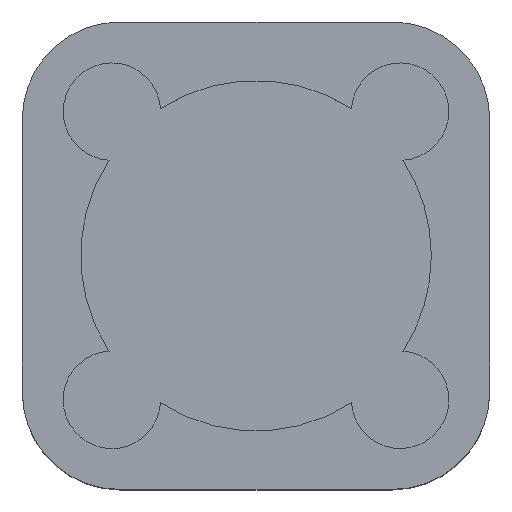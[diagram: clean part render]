
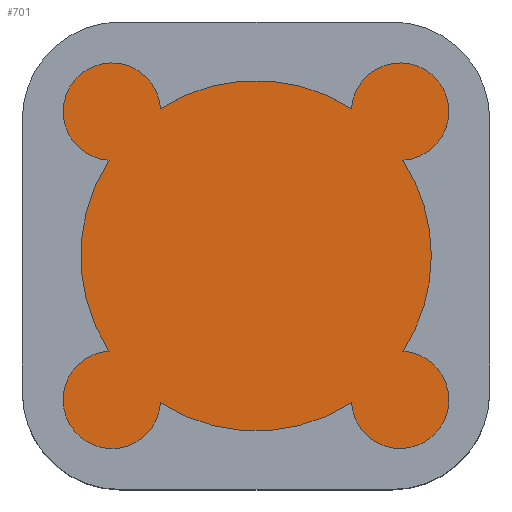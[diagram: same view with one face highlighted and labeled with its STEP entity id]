
A CAD part, top view. The second image highlights one B-rep face of the part: STEP entity #701.
In plain terms, the highlighted planar face has unit normal (0, 0, 1).
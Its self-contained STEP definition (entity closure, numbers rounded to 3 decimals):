
#3 = DIRECTION ( 'NONE',  ( 1., 0., 0. ) ) ;
#5 = AXIS2_PLACEMENT_3D ( 'NONE', #137, #88, #377 ) ;
#15 = AXIS2_PLACEMENT_3D ( 'NONE', #39, #676, #157 ) ;
#16 = ORIENTED_EDGE ( 'NONE', *, *, #398, .T. ) ;
#22 = DIRECTION ( 'NONE',  ( 1., 0., 0. ) ) ;
#28 = DIRECTION ( 'NONE',  ( 0., 0., 1. ) ) ;
#32 = VERTEX_POINT ( 'NONE', #104 ) ;
#39 = CARTESIAN_POINT ( 'NONE',  ( -3.7, -3.7, 7.9 ) ) ;
#69 = CARTESIAN_POINT ( 'NONE',  ( 3.7, 3.7, 7.9 ) ) ;
#88 = DIRECTION ( 'NONE',  ( 0., 0., 1. ) ) ;
#95 = DIRECTION ( 'NONE',  ( 1., 0., 0. ) ) ;
#101 = DIRECTION ( 'NONE',  ( 0., 0., 1. ) ) ;
#104 = CARTESIAN_POINT ( 'NONE',  ( 4.95, 3.7, 7.9 ) ) ;
#107 = VERTEX_POINT ( 'NONE', #118 ) ;
#115 = DIRECTION ( 'NONE',  ( 0., 0., 1. ) ) ;
#118 = CARTESIAN_POINT ( 'NONE',  ( 2.452, 3.773, 7.9 ) ) ;
#132 = VERTEX_POINT ( 'NONE', #316 ) ;
#134 = ORIENTED_EDGE ( 'NONE', *, *, #451, .T. ) ;
#136 = CARTESIAN_POINT ( 'NONE',  ( 0., 0., 7.9 ) ) ;
#137 = CARTESIAN_POINT ( 'NONE',  ( 0., 0., 7.9 ) ) ;
#139 = CIRCLE ( 'NONE', #634, 4.5 ) ;
#140 = AXIS2_PLACEMENT_3D ( 'NONE', #263, #389, #498 ) ;
#142 = CARTESIAN_POINT ( 'NONE',  ( 0., 0., 7.9 ) ) ;
#157 = DIRECTION ( 'NONE',  ( 1., 0., 0. ) ) ;
#165 = ORIENTED_EDGE ( 'NONE', *, *, #541, .T. ) ;
#166 = PLANE ( 'NONE',  #515 ) ;
#171 = EDGE_CURVE ( 'NONE', #32, #107, #575, .T. ) ;
#178 = DIRECTION ( 'NONE',  ( -1., 0., 0. ) ) ;
#185 = AXIS2_PLACEMENT_3D ( 'NONE', #142, #28, #311 ) ;
#199 = CIRCLE ( 'NONE', #185, 4.5 ) ;
#208 = CARTESIAN_POINT ( 'NONE',  ( 3.773, -2.452, 7.9 ) ) ;
#212 = EDGE_LOOP ( 'NONE', ( #134, #348, #602, #16, #216, #165, #407, #641, #680, #555, #351 ) ) ;
#216 = ORIENTED_EDGE ( 'NONE', *, *, #640, .T. ) ;
#217 = VERTEX_POINT ( 'NONE', #208 ) ;
#221 = CARTESIAN_POINT ( 'NONE',  ( 0., 0., 7.9 ) ) ;
#225 = DIRECTION ( 'NONE',  ( 0., 0., 1. ) ) ;
#234 = VERTEX_POINT ( 'NONE', #607 ) ;
#263 = CARTESIAN_POINT ( 'NONE',  ( 3.7, -3.7, 7.9 ) ) ;
#280 = FACE_OUTER_BOUND ( 'NONE', #212, .T. ) ;
#286 = VERTEX_POINT ( 'NONE', #722 ) ;
#311 = DIRECTION ( 'NONE',  ( 1., 0., 0. ) ) ;
#312 = CIRCLE ( 'NONE', #15, 1.25 ) ;
#314 = CARTESIAN_POINT ( 'NONE',  ( -2.452, 3.773, 7.9 ) ) ;
#316 = CARTESIAN_POINT ( 'NONE',  ( 3.773, 2.452, 7.9 ) ) ;
#333 = CIRCLE ( 'NONE', #524, 4.5 ) ;
#348 = ORIENTED_EDGE ( 'NONE', *, *, #365, .T. ) ;
#351 = ORIENTED_EDGE ( 'NONE', *, *, #681, .T. ) ;
#355 = CIRCLE ( 'NONE', #447, 1.25 ) ;
#360 = DIRECTION ( 'NONE',  ( -1., 0., 0. ) ) ;
#365 = EDGE_CURVE ( 'NONE', #234, #286, #355, .T. ) ;
#366 = DIRECTION ( 'NONE',  ( 0., 0., 1. ) ) ;
#376 = EDGE_CURVE ( 'NONE', #699, #737, #199, .T. ) ;
#377 = DIRECTION ( 'NONE',  ( 1., 0., 0. ) ) ;
#385 = CARTESIAN_POINT ( 'NONE',  ( -3.7, 3.7, 7.9 ) ) ;
#389 = DIRECTION ( 'NONE',  ( 0., 0., 1. ) ) ;
#394 = CIRCLE ( 'NONE', #706, 4.5 ) ;
#397 = CARTESIAN_POINT ( 'NONE',  ( 4.5, 0., 7.9 ) ) ;
#398 = EDGE_CURVE ( 'NONE', #217, #713, #552, .T. ) ;
#407 = ORIENTED_EDGE ( 'NONE', *, *, #171, .T. ) ;
#435 = CARTESIAN_POINT ( 'NONE',  ( -2.452, -3.773, 7.9 ) ) ;
#447 = AXIS2_PLACEMENT_3D ( 'NONE', #597, #101, #658 ) ;
#448 = CIRCLE ( 'NONE', #140, 1.25 ) ;
#451 = EDGE_CURVE ( 'NONE', #673, #234, #333, .T. ) ;
#457 = AXIS2_PLACEMENT_3D ( 'NONE', #69, #115, #178 ) ;
#483 = DIRECTION ( 'NONE',  ( 0., 0., 1. ) ) ;
#487 = DIRECTION ( 'NONE',  ( 0., 0., 1. ) ) ;
#489 = EDGE_CURVE ( 'NONE', #107, #585, #394, .T. ) ;
#498 = DIRECTION ( 'NONE',  ( 0., 1., 0. ) ) ;
#515 = AXIS2_PLACEMENT_3D ( 'NONE', #221, #225, #3 ) ;
#524 = AXIS2_PLACEMENT_3D ( 'NONE', #136, #487, #22 ) ;
#534 = CIRCLE ( 'NONE', #694, 1.25 ) ;
#541 = EDGE_CURVE ( 'NONE', #132, #32, #595, .T. ) ;
#550 = DIRECTION ( 'NONE',  ( 0., 0., 1. ) ) ;
#552 = CIRCLE ( 'NONE', #5, 4.5 ) ;
#555 = ORIENTED_EDGE ( 'NONE', *, *, #376, .T. ) ;
#557 = CARTESIAN_POINT ( 'NONE',  ( -3.773, 2.452, 7.9 ) ) ;
#575 = CIRCLE ( 'NONE', #457, 1.25 ) ;
#585 = VERTEX_POINT ( 'NONE', #314 ) ;
#586 = CARTESIAN_POINT ( 'NONE',  ( 0., 0., 7.9 ) ) ;
#595 = CIRCLE ( 'NONE', #683, 1.25 ) ;
#597 = CARTESIAN_POINT ( 'NONE',  ( 3.7, -3.7, 7.9 ) ) ;
#602 = ORIENTED_EDGE ( 'NONE', *, *, #689, .T. ) ;
#607 = CARTESIAN_POINT ( 'NONE',  ( 2.452, -3.773, 7.9 ) ) ;
#614 = DIRECTION ( 'NONE',  ( 0., -1., 0. ) ) ;
#618 = EDGE_CURVE ( 'NONE', #585, #699, #534, .T. ) ;
#619 = CARTESIAN_POINT ( 'NONE',  ( 0., 0., 7.9 ) ) ;
#625 = CARTESIAN_POINT ( 'NONE',  ( -3.773, -2.452, 7.9 ) ) ;
#634 = AXIS2_PLACEMENT_3D ( 'NONE', #619, #679, #95 ) ;
#640 = EDGE_CURVE ( 'NONE', #713, #132, #139, .T. ) ;
#641 = ORIENTED_EDGE ( 'NONE', *, *, #489, .T. ) ;
#649 = DIRECTION ( 'NONE',  ( 1., 0., 0. ) ) ;
#658 = DIRECTION ( 'NONE',  ( 0., 1., 0. ) ) ;
#673 = VERTEX_POINT ( 'NONE', #435 ) ;
#676 = DIRECTION ( 'NONE',  ( 0., 0., 1. ) ) ;
#679 = DIRECTION ( 'NONE',  ( 0., 0., 1. ) ) ;
#680 = ORIENTED_EDGE ( 'NONE', *, *, #618, .T. ) ;
#681 = EDGE_CURVE ( 'NONE', #737, #673, #312, .T. ) ;
#683 = AXIS2_PLACEMENT_3D ( 'NONE', #710, #366, #360 ) ;
#689 = EDGE_CURVE ( 'NONE', #286, #217, #448, .T. ) ;
#694 = AXIS2_PLACEMENT_3D ( 'NONE', #385, #550, #614 ) ;
#699 = VERTEX_POINT ( 'NONE', #557 ) ;
#701 = ADVANCED_FACE ( 'NONE', ( #280 ), #166, .T. ) ;
#706 = AXIS2_PLACEMENT_3D ( 'NONE', #586, #483, #649 ) ;
#710 = CARTESIAN_POINT ( 'NONE',  ( 3.7, 3.7, 7.9 ) ) ;
#713 = VERTEX_POINT ( 'NONE', #397 ) ;
#722 = CARTESIAN_POINT ( 'NONE',  ( 4.95, -3.7, 7.9 ) ) ;
#737 = VERTEX_POINT ( 'NONE', #625 ) ;
